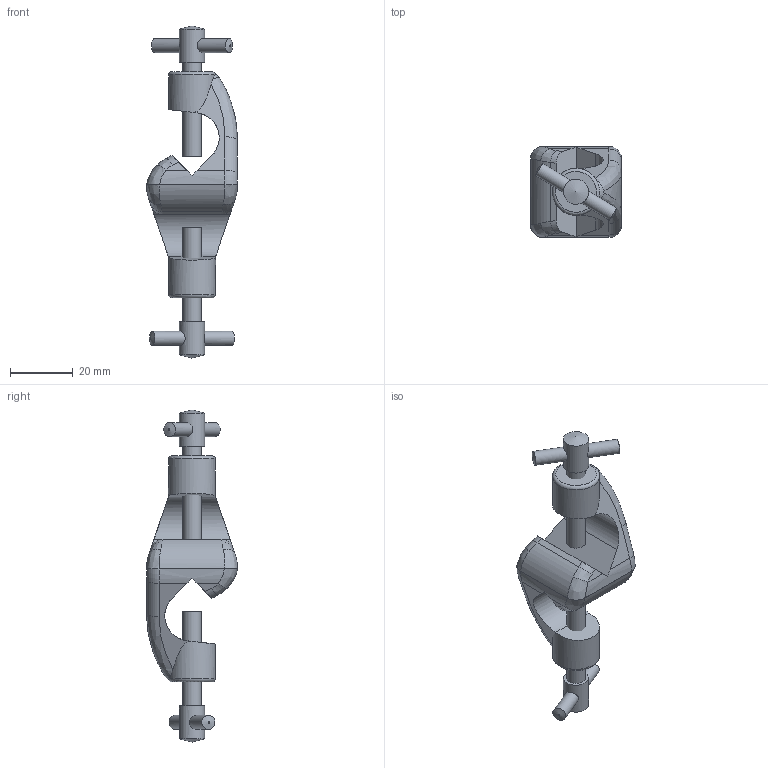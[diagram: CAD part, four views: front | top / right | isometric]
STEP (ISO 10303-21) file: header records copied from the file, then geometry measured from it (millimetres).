
FILE_DESCRIPTION(/* description */ (''),/* implementation_level */ '2;1');
FILE_NAME(/* name */ 'Retort Bracket.stp',/* time_stamp */ '2015-04-27T07:55:23+01:00',/* author */ ('Ollienor'),/* organization */ (''),/* preprocessor_version */ 'ST-DEVELOPER v15.6',/* originating_system */ 'Autodesk Inventor 2015',/* authorisation */ '');
FILE_SCHEMA (('AUTOMOTIVE_DESIGN { 1 0 10303 214 3 1 1 }'));
Length unit declared in the file: millimetre
Products named in the file (3): RetortClampHalf; RetortThumbScrew; RetortClamp
Bounding box: 29 x 29 x 105.82 mm (x, y, z)
Volume: 23156.5 mm3; surface area: 10758.2 mm2
Topology: 4 solids, 4 shells, 86 faces, 210 edges, 134 vertices
Faces by surface type: cylinder 30, plane 30, bspline 14, torus 6, cone 6
Full cylindrical faces by diameter (mm): 4.5 x4, 4.917 x2, 6 x2, 8 x2
Entity records: 1552 total; most frequent: CARTESIAN_POINT 530, DIRECTION 209, ORIENTED_EDGE 182, EDGE_CURVE 91, AXIS2_PLACEMENT_3D 90, VERTEX_POINT 62, EDGE_LOOP 55, FACE_OUTER_BOUND 43
